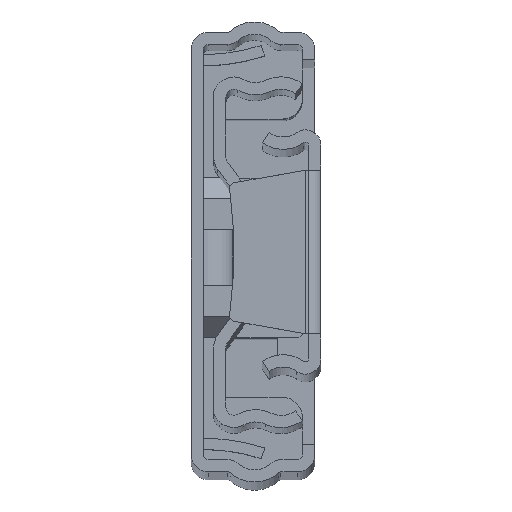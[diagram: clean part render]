
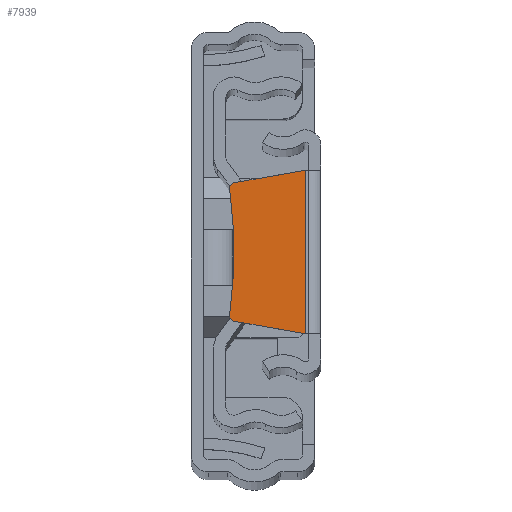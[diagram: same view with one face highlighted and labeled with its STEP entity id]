
A CAD part, top view. The second image highlights one B-rep face of the part: STEP entity #7939.
In plain terms, the highlighted planar face has unit normal (0, 0, 1).
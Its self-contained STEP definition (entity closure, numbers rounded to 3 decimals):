
#485=PLANE('',#8631);
#840=FACE_OUTER_BOUND('',#1307,.T.);
#1307=EDGE_LOOP('',(#6788,#6789,#6790,#6791,#6792,#6793));
#1980=LINE('',#13059,#2709);
#1984=LINE('',#13068,#2713);
#1987=LINE('',#13080,#2716);
#2709=VECTOR('',#10538,7.131);
#2713=VECTOR('',#10544,7.131);
#2716=VECTOR('',#10561,16.);
#3167=CIRCLE('',#8622,0.5);
#3169=CIRCLE('',#8627,0.5);
#3171=CIRCLE('',#8630,44.84);
#3839=VERTEX_POINT('',#13050);
#3840=VERTEX_POINT('',#13052);
#3842=VERTEX_POINT('',#13058);
#3845=VERTEX_POINT('',#13065);
#3846=VERTEX_POINT('',#13067);
#3848=VERTEX_POINT('',#13073);
#4875=EDGE_CURVE('',#3840,#3839,#3167,.T.);
#4878=EDGE_CURVE('',#3842,#3840,#1980,.T.);
#4882=EDGE_CURVE('',#3846,#3845,#1984,.T.);
#4885=EDGE_CURVE('',#3848,#3846,#3169,.T.);
#4888=EDGE_CURVE('',#3839,#3848,#3171,.T.);
#4889=EDGE_CURVE('',#3845,#3842,#1987,.T.);
#6788=ORIENTED_EDGE('',*,*,#4878,.T.);
#6789=ORIENTED_EDGE('',*,*,#4875,.T.);
#6790=ORIENTED_EDGE('',*,*,#4888,.T.);
#6791=ORIENTED_EDGE('',*,*,#4885,.T.);
#6792=ORIENTED_EDGE('',*,*,#4882,.T.);
#6793=ORIENTED_EDGE('',*,*,#4889,.T.);
#7939=ADVANCED_FACE('',(#840),#485,.T.);
#8622=AXIS2_PLACEMENT_3D('',#13053,#10532,#10533);
#8627=AXIS2_PLACEMENT_3D('',#13074,#10550,#10551);
#8630=AXIS2_PLACEMENT_3D('',#13078,#10557,#10558);
#8631=AXIS2_PLACEMENT_3D('',#13079,#10559,#10560);
#10532=DIRECTION('center_axis',(0.,0.,1.));
#10533=DIRECTION('ref_axis',(0.174,-0.985,0.));
#10538=DIRECTION('',(-0.985,-0.174,0.));
#10544=DIRECTION('',(0.985,-0.174,0.));
#10550=DIRECTION('center_axis',(0.,0.,1.));
#10551=DIRECTION('ref_axis',(0.99,-0.138,0.));
#10557=DIRECTION('center_axis',(0.,0.,-1.));
#10558=DIRECTION('ref_axis',(0.99,-0.138,0.));
#10559=DIRECTION('center_axis',(0.,0.,1.));
#10560=DIRECTION('ref_axis',(1.,0.,0.));
#10561=DIRECTION('',(0.,1.,0.));
#13050=CARTESIAN_POINT('',(-4.631,6.2,437.5));
#13052=CARTESIAN_POINT('',(-4.222,6.762,437.5));
#13053=CARTESIAN_POINT('Origin',(-4.136,6.269,437.5));
#13058=CARTESIAN_POINT('',(2.8,8.,437.5));
#13059=CARTESIAN_POINT('',(-1.521,7.238,437.5));
#13065=CARTESIAN_POINT('',(2.8,-8.,437.5));
#13067=CARTESIAN_POINT('',(-4.222,-6.762,437.5));
#13068=CARTESIAN_POINT('',(-5.032,-6.619,437.5));
#13073=CARTESIAN_POINT('',(-4.631,-6.2,437.5));
#13074=CARTESIAN_POINT('Origin',(-4.136,-6.269,437.5));
#13078=CARTESIAN_POINT('Origin',(-49.04,0.,
437.5));
#13079=CARTESIAN_POINT('Origin',(-4.7,0.,437.5));
#13080=CARTESIAN_POINT('',(2.8,0.,437.5));
